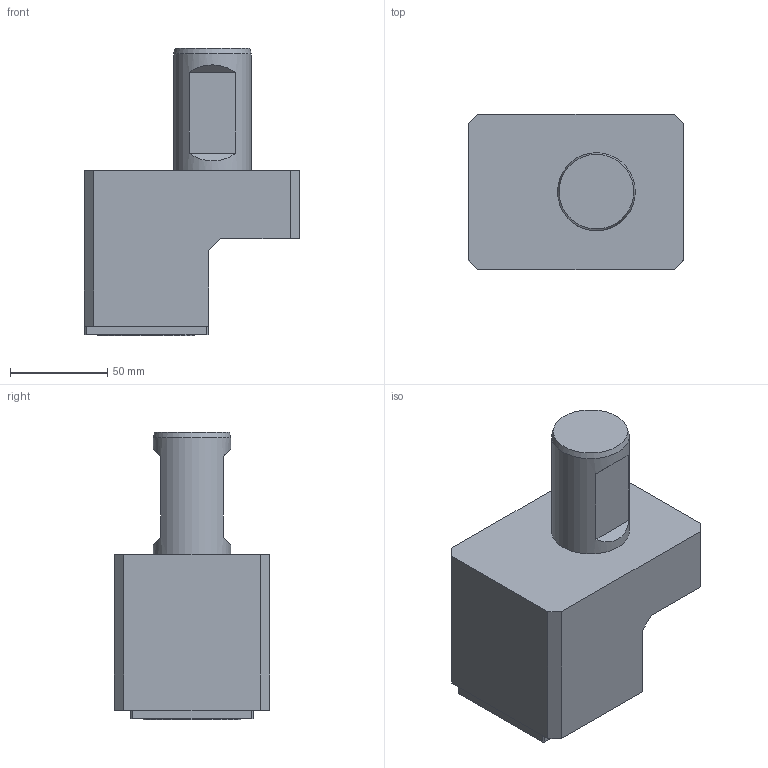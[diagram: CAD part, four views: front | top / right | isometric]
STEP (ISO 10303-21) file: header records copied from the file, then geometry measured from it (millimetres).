
FILE_DESCRIPTION(/* description */ (''),/* implementation_level */ '2;1');
FILE_NAME(/* name */ '1525425543378.stp',/* time_stamp */ '2018-05-04T14:49:27+05:00',/* author */ (''),/* organization */ ('SMS'),/* preprocessor_version */ 'ST-DEVELOPER v15',/* originating_system */ 'SIEMENS PLM Software NX 8.5',/* authorisation */ '');
FILE_SCHEMA (('AUTOMOTIVE_DESIGN { 1 0 10303 214 3 1 1 1 }'));
Length unit declared in the file: millimetre
Products named in the file (1): 201600923mod000_00
Bounding box: 111 x 80 x 148 mm (x, y, z)
Volume: 604101.4 mm3; surface area: 55283.4 mm2
Topology: 1 solids, 1 shells, 44 faces, 103 edges, 72 vertices
Faces by surface type: plane 33, cone 7, cylinder 4
Full cylindrical faces by diameter (mm): 3 x1, 38.623 x1, 40 x1, 50.025 x1
Entity records: 1340 total; most frequent: CARTESIAN_POINT 271, DIRECTION 215, ORIENTED_EDGE 192, EDGE_CURVE 96, AXIS2_PLACEMENT_3D 72, LINE 71, VECTOR 71, VERTEX_POINT 67
